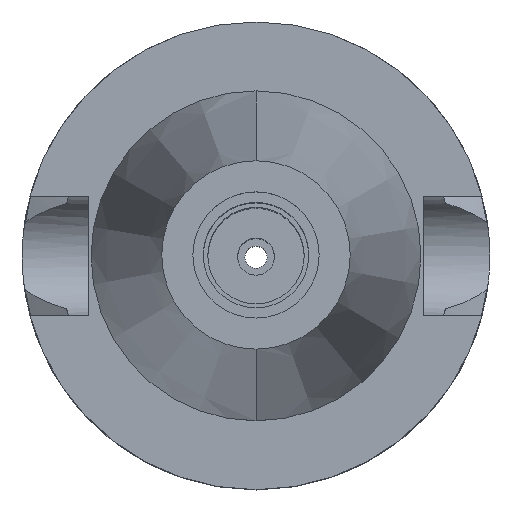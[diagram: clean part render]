
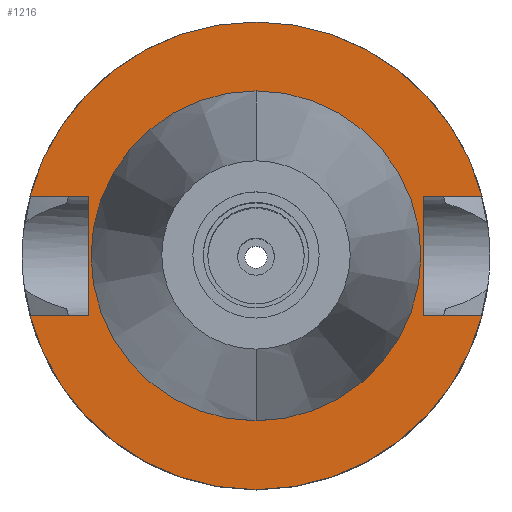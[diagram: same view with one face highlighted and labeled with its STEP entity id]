
A CAD part, top view. The second image highlights one B-rep face of the part: STEP entity #1216.
In plain terms, the highlighted planar face has unit normal (0, 0, 1).
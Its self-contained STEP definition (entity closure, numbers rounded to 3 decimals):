
#94=DIRECTION('',(0.,1.,0.));
#95=VECTOR('',#94,16.1);
#96=CARTESIAN_POINT('',(-22.5,-8.05,-1.));
#97=LINE('',#96,#95);
#101=DIRECTION('',(-1.,0.,0.));
#102=VECTOR('',#101,7.954);
#103=CARTESIAN_POINT('',(-22.5,8.05,-1.));
#104=LINE('',#103,#102);
#108=CARTESIAN_POINT('',(0.,0.,-1.));
#109=DIRECTION('',(0.,0.,-1.));
#110=DIRECTION('',(-0.967,0.256,0.));
#111=AXIS2_PLACEMENT_3D('',#108,#109,#110);
#116=CARTESIAN_POINT('',(0.,0.,-1.));
#117=DIRECTION('',(0.,0.,-1.));
#118=DIRECTION('',(0.,1.,0.));
#119=AXIS2_PLACEMENT_3D('',#116,#117,#118);
#124=DIRECTION('',(0.,-1.,0.));
#125=VECTOR('',#124,16.1);
#126=CARTESIAN_POINT('',(22.5,8.05,-1.));
#127=LINE('',#126,#125);
#131=DIRECTION('',(1.,0.,0.));
#132=VECTOR('',#131,7.954);
#133=CARTESIAN_POINT('',(22.5,-8.05,-1.));
#134=LINE('',#133,#132);
#138=CARTESIAN_POINT('',(0.,0.,-1.));
#139=DIRECTION('',(0.,0.,-1.));
#140=DIRECTION('',(0.967,-0.256,0.));
#141=AXIS2_PLACEMENT_3D('',#138,#139,#140);
#146=CARTESIAN_POINT('',(0.,0.,-1.));
#147=DIRECTION('',(0.,0.,-1.));
#148=DIRECTION('',(0.,-1.,0.));
#149=AXIS2_PLACEMENT_3D('',#146,#147,#148);
#154=CARTESIAN_POINT('',(0.,0.,-1.));
#155=DIRECTION('',(0.,0.,1.));
#156=DIRECTION('',(0.,-1.,0.));
#157=AXIS2_PLACEMENT_3D('',#154,#155,#156);
#162=CARTESIAN_POINT('',(0.,0.,-1.));
#163=DIRECTION('',(0.,0.,1.));
#164=DIRECTION('',(0.,1.,0.));
#165=AXIS2_PLACEMENT_3D('',#162,#163,#164);
#200=DIRECTION('',(-1.,0.,0.));
#201=VECTOR('',#200,7.954);
#202=CARTESIAN_POINT('',(-22.5,-8.05,-1.));
#203=LINE('',#202,#201);
#337=DIRECTION('',(1.,0.,0.));
#338=VECTOR('',#337,7.954);
#339=CARTESIAN_POINT('',(22.5,8.05,-1.));
#340=LINE('',#339,#338);
#1073=CARTESIAN_POINT('',(-22.5,-8.05,-1.));
#1074=VERTEX_POINT('',#1073);
#1075=CARTESIAN_POINT('',(-30.454,-8.05,-1.));
#1076=VERTEX_POINT('',#1075);
#1079=CARTESIAN_POINT('',(-22.5,8.05,-1.));
#1080=VERTEX_POINT('',#1079);
#1081=CARTESIAN_POINT('',(-30.454,8.05,-1.));
#1082=VERTEX_POINT('',#1081);
#1083=CARTESIAN_POINT('',(0.,31.5,-1.));
#1084=CARTESIAN_POINT('',(30.454,8.05,-1.));
#1085=VERTEX_POINT('',#1083);
#1086=VERTEX_POINT('',#1084);
#1087=CARTESIAN_POINT('',(22.5,8.05,-1.));
#1088=VERTEX_POINT('',#1087);
#1089=CARTESIAN_POINT('',(22.5,-8.05,-1.));
#1090=VERTEX_POINT('',#1089);
#1091=CARTESIAN_POINT('',(30.454,-8.05,-1.));
#1092=VERTEX_POINT('',#1091);
#1093=CARTESIAN_POINT('',(0.,-31.5,-1.));
#1094=VERTEX_POINT('',#1093);
#1095=CARTESIAN_POINT('',(0.,-22.225,-1.));
#1096=CARTESIAN_POINT('',(0.,22.225,-1.));
#1097=VERTEX_POINT('',#1095);
#1098=VERTEX_POINT('',#1096);
#1185=CARTESIAN_POINT('',(0.,0.,-1.));
#1186=DIRECTION('',(0.,0.,-1.));
#1187=DIRECTION('',(0.,-1.,0.));
#1188=AXIS2_PLACEMENT_3D('',#1185,#1186,#1187);
#1189=PLANE('',#1188);
#1191=ORIENTED_EDGE('',*,*,#1190,.T.);
#1193=ORIENTED_EDGE('',*,*,#1192,.T.);
#1195=ORIENTED_EDGE('',*,*,#1194,.T.);
#1197=ORIENTED_EDGE('',*,*,#1196,.T.);
#1199=ORIENTED_EDGE('',*,*,#1198,.F.);
#1201=ORIENTED_EDGE('',*,*,#1200,.T.);
#1203=ORIENTED_EDGE('',*,*,#1202,.T.);
#1205=ORIENTED_EDGE('',*,*,#1204,.T.);
#1207=ORIENTED_EDGE('',*,*,#1206,.T.);
#1209=ORIENTED_EDGE('',*,*,#1208,.F.);
#1210=EDGE_LOOP('',(#1191,#1193,#1195,#1197,#1199,#1201,#1203,#1205,#1207,
#1209));
#1211=FACE_OUTER_BOUND('',#1210,.F.);
#1212=ORIENTED_EDGE('',*,*,#1164,.T.);
#1213=ORIENTED_EDGE('',*,*,#1180,.T.);
#1214=EDGE_LOOP('',(#1212,#1213));
#1215=FACE_BOUND('',#1214,.F.);
#112=CIRCLE('',#111,31.5);
#120=CIRCLE('',#119,31.5);
#142=CIRCLE('',#141,31.5);
#150=CIRCLE('',#149,31.5);
#158=CIRCLE('',#157,22.225);
#166=CIRCLE('',#165,22.225);
#1164=EDGE_CURVE('',#1097,#1098,#158,.T.);
#1180=EDGE_CURVE('',#1098,#1097,#166,.T.);
#1190=EDGE_CURVE('',#1074,#1080,#97,.T.);
#1192=EDGE_CURVE('',#1080,#1082,#104,.T.);
#1194=EDGE_CURVE('',#1082,#1085,#112,.T.);
#1196=EDGE_CURVE('',#1085,#1086,#120,.T.);
#1198=EDGE_CURVE('',#1088,#1086,#340,.T.);
#1200=EDGE_CURVE('',#1088,#1090,#127,.T.);
#1202=EDGE_CURVE('',#1090,#1092,#134,.T.);
#1204=EDGE_CURVE('',#1092,#1094,#142,.T.);
#1206=EDGE_CURVE('',#1094,#1076,#150,.T.);
#1208=EDGE_CURVE('',#1074,#1076,#203,.T.);
#1216=ADVANCED_FACE('',(#1211,#1215),#1189,.F.);
